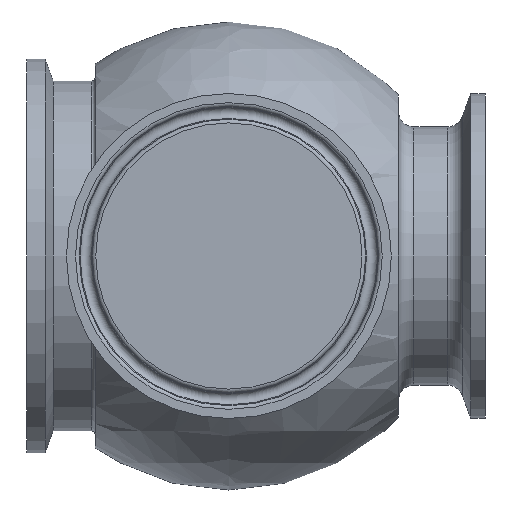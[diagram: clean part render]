
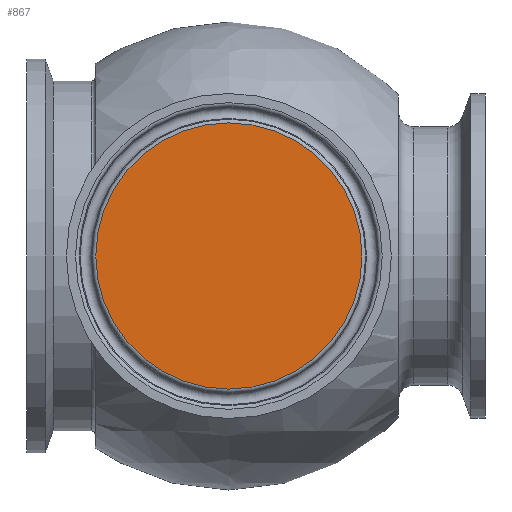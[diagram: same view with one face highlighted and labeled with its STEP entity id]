
A CAD part, left-side view. The second image highlights one B-rep face of the part: STEP entity #867.
In plain terms, the highlighted planar face has unit normal (-1, 0, 0).
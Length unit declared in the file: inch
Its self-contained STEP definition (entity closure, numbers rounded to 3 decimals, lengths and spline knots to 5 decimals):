
#24=PLANE('',#960);
#105=FACE_OUTER_BOUND('',#151,.T.);
#151=EDGE_LOOP('',(#612,#613));
#195=CIRCLE('',#926,1.03063);
#200=CIRCLE('',#931,1.03063);
#313=VERTEX_POINT('',#1443);
#314=VERTEX_POINT('',#1444);
#417=EDGE_CURVE('',#313,#314,#195,.T.);
#422=EDGE_CURVE('',#314,#313,#200,.T.);
#612=ORIENTED_EDGE('',*,*,#417,.F.);
#613=ORIENTED_EDGE('',*,*,#422,.F.);
#867=ADVANCED_FACE('',(#105),#24,.F.);
#926=AXIS2_PLACEMENT_3D('',#1445,#1093,#1094);
#931=AXIS2_PLACEMENT_3D('',#1453,#1103,#1104);
#960=AXIS2_PLACEMENT_3D('',#1504,#1165,#1166);
#1093=DIRECTION('center_axis',(1.,0.,0.));
#1094=DIRECTION('ref_axis',(0.,0.,-1.));
#1103=DIRECTION('center_axis',(1.,0.,0.));
#1104=DIRECTION('ref_axis',(0.,0.,-1.));
#1165=DIRECTION('center_axis',(1.,0.,0.));
#1166=DIRECTION('ref_axis',(0.,0.,-1.));
#1443=CARTESIAN_POINT('',(1.03843,4.26654,3.09263));
#1444=CARTESIAN_POINT('',(1.03843,4.26654,1.03137));
#1445=CARTESIAN_POINT('Origin',(1.03843,4.26654,2.062));
#1453=CARTESIAN_POINT('Origin',(1.03843,4.26654,2.062));
#1504=CARTESIAN_POINT('Origin',(1.03843,5.20154,2.062));
